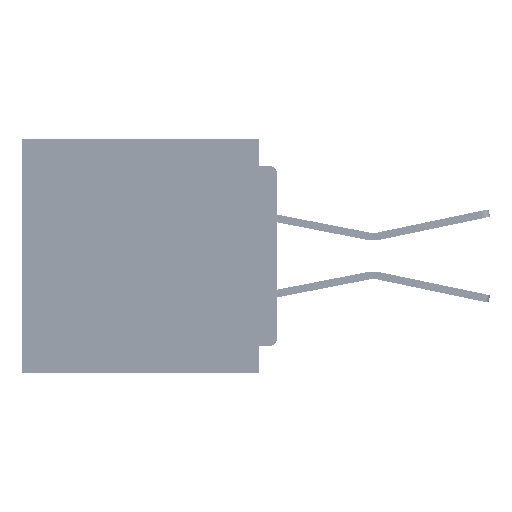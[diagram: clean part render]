
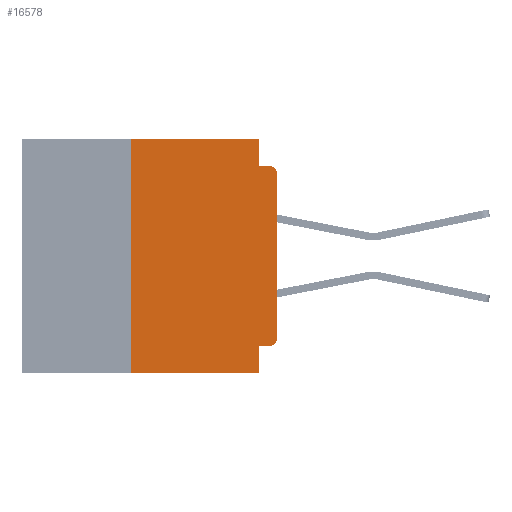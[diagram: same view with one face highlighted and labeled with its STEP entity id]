
A CAD part, left-side view. The second image highlights one B-rep face of the part: STEP entity #16578.
In plain terms, the highlighted planar face has unit normal (-1, 0, 0).
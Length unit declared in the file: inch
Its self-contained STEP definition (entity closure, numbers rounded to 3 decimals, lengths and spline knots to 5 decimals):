
#55 = FACE_OUTER_BOUND ( 'NONE', #46298, .T. ) ;
#1681 = DIRECTION ( 'NONE',  ( -1., 0., 0. ) ) ;
#2214 = DIRECTION ( 'NONE',  ( 0., 0., -1. ) ) ;
#2703 = LINE ( 'NONE', #66351, #29802 ) ;
#5086 = LINE ( 'NONE', #8838, #60341 ) ;
#5958 = AXIS2_PLACEMENT_3D ( 'NONE', #34113, #1681, #39529 ) ;
#7594 = CARTESIAN_POINT ( 'NONE',  ( 0., 0.031, -0.4 ) ) ;
#8838 = CARTESIAN_POINT ( 'NONE',  ( 0., 0.031, 0. ) ) ;
#8896 = DIRECTION ( 'NONE',  ( 1., 0., 0. ) ) ;
#9016 = ORIENTED_EDGE ( 'NONE', *, *, #12751, .F. ) ;
#9354 = CARTESIAN_POINT ( 'NONE',  ( 0., 0., -0.355 ) ) ;
#9848 = ORIENTED_EDGE ( 'NONE', *, *, #25060, .F. ) ;
#10960 = CARTESIAN_POINT ( 'NONE',  ( 0., 0., 0. ) ) ;
#12751 = EDGE_CURVE ( 'NONE', #65737, #48521, #55977, .T. ) ;
#14048 = ORIENTED_EDGE ( 'NONE', *, *, #14622, .T. ) ;
#14183 = VERTEX_POINT ( 'NONE', #33938 ) ;
#14302 = DIRECTION ( 'NONE',  ( 0., 0., -1. ) ) ;
#14622 = EDGE_CURVE ( 'NONE', #17804, #68205, #48437, .T. ) ;
#15273 = CARTESIAN_POINT ( 'NONE',  ( 0., 0.031, -0.045 ) ) ;
#16395 = DIRECTION ( 'NONE',  ( 0., 0., 1. ) ) ;
#16407 = CARTESIAN_POINT ( 'NONE',  ( 0., 0.437, 0. ) ) ;
#16578 = ADVANCED_FACE ( 'NONE', ( #55 ), #46395, .F. ) ;
#16726 = VERTEX_POINT ( 'NONE', #15273 ) ;
#17804 = VERTEX_POINT ( 'NONE', #29769 ) ;
#17917 = LINE ( 'NONE', #62439, #58858 ) ;
#19183 = EDGE_CURVE ( 'NONE', #14183, #58507, #42160, .T. ) ;
#19631 = CARTESIAN_POINT ( 'NONE',  ( 0., 0.015, -0.34 ) ) ;
#20404 = CARTESIAN_POINT ( 'NONE',  ( 0., 0.437, -0.4 ) ) ;
#21200 = LINE ( 'NONE', #9354, #62049 ) ;
#21412 = ORIENTED_EDGE ( 'NONE', *, *, #28471, .F. ) ;
#21931 = CARTESIAN_POINT ( 'NONE',  ( 0., 0.015, -0.355 ) ) ;
#22130 = EDGE_CURVE ( 'NONE', #51414, #17804, #43524, .T. ) ;
#23725 = ORIENTED_EDGE ( 'NONE', *, *, #57837, .F. ) ;
#23920 = CARTESIAN_POINT ( 'NONE',  ( 0., 0., -0.06 ) ) ;
#25060 = EDGE_CURVE ( 'NONE', #16726, #44453, #28328, .T. ) ;
#25061 = DIRECTION ( 'NONE',  ( 0., 0., -1. ) ) ;
#25848 = DIRECTION ( 'NONE',  ( 0., -1., 0. ) ) ;
#26073 = ORIENTED_EDGE ( 'NONE', *, *, #22130, .T. ) ;
#26272 = CARTESIAN_POINT ( 'NONE',  ( 0., 0.031, -0.355 ) ) ;
#27621 = EDGE_CURVE ( 'NONE', #14183, #65737, #17917, .T. ) ;
#28328 = LINE ( 'NONE', #61819, #69038 ) ;
#28471 = EDGE_CURVE ( 'NONE', #51414, #68512, #21200, .T. ) ;
#29769 = CARTESIAN_POINT ( 'NONE',  ( 0., 0., -0.34 ) ) ;
#29802 = VECTOR ( 'NONE', #2214, 39.37008 ) ;
#32271 = ORIENTED_EDGE ( 'NONE', *, *, #19183, .T. ) ;
#33938 = CARTESIAN_POINT ( 'NONE',  ( 0., 0.25, -0.4 ) ) ;
#34113 = CARTESIAN_POINT ( 'NONE',  ( 0., 0.015, -0.06 ) ) ;
#36066 = ORIENTED_EDGE ( 'NONE', *, *, #41870, .F. ) ;
#36296 = DIRECTION ( 'NONE',  ( 0., 1., 0. ) ) ;
#39529 = DIRECTION ( 'NONE',  ( 0., 0., -1. ) ) ;
#41572 = AXIS2_PLACEMENT_3D ( 'NONE', #19631, #56978, #25061 ) ;
#41870 = EDGE_CURVE ( 'NONE', #48521, #16726, #5086, .T. ) ;
#41991 = VECTOR ( 'NONE', #53864, 39.37008 ) ;
#42160 = LINE ( 'NONE', #20404, #68515 ) ;
#42837 = ORIENTED_EDGE ( 'NONE', *, *, #27621, .F. ) ;
#43524 = CIRCLE ( 'NONE', #41572, 0.015 ) ;
#44453 = VERTEX_POINT ( 'NONE', #53248 ) ;
#46298 = EDGE_LOOP ( 'NONE', ( #14048, #56720, #9848, #36066, #9016, #42837, #32271, #23725, #21412, #26073 ) ) ;
#46395 = PLANE ( 'NONE',  #48349 ) ;
#46609 = DIRECTION ( 'NONE',  ( 0., 0., -1. ) ) ;
#48349 = AXIS2_PLACEMENT_3D ( 'NONE', #67514, #8896, #46609 ) ;
#48437 = LINE ( 'NONE', #10960, #60742 ) ;
#48521 = VERTEX_POINT ( 'NONE', #65208 ) ;
#49041 = CIRCLE ( 'NONE', #5958, 0.015 ) ;
#51414 = VERTEX_POINT ( 'NONE', #21931 ) ;
#51775 = CARTESIAN_POINT ( 'NONE',  ( 0., 0.25, 0. ) ) ;
#53248 = CARTESIAN_POINT ( 'NONE',  ( 0., 0.015, -0.045 ) ) ;
#53864 = DIRECTION ( 'NONE',  ( 0., -1., 0. ) ) ;
#55977 = LINE ( 'NONE', #16407, #41991 ) ;
#56720 = ORIENTED_EDGE ( 'NONE', *, *, #61021, .T. ) ;
#56978 = DIRECTION ( 'NONE',  ( -1., 0., 0. ) ) ;
#57837 = EDGE_CURVE ( 'NONE', #68512, #58507, #2703, .T. ) ;
#58507 = VERTEX_POINT ( 'NONE', #7594 ) ;
#58858 = VECTOR ( 'NONE', #62207, 39.37008 ) ;
#60341 = VECTOR ( 'NONE', #14302, 39.37008 ) ;
#60742 = VECTOR ( 'NONE', #16395, 39.37008 ) ;
#61021 = EDGE_CURVE ( 'NONE', #68205, #44453, #49041, .T. ) ;
#61819 = CARTESIAN_POINT ( 'NONE',  ( 0., 0., -0.045 ) ) ;
#62049 = VECTOR ( 'NONE', #36296, 39.37008 ) ;
#62207 = DIRECTION ( 'NONE',  ( 0., 0., 1. ) ) ;
#62439 = CARTESIAN_POINT ( 'NONE',  ( 0., 0.25, -0.4 ) ) ;
#65208 = CARTESIAN_POINT ( 'NONE',  ( 0., 0.031, 0. ) ) ;
#65737 = VERTEX_POINT ( 'NONE', #51775 ) ;
#66351 = CARTESIAN_POINT ( 'NONE',  ( 0., 0.031, -0.4 ) ) ;
#67129 = DIRECTION ( 'NONE',  ( 0., -1., 0. ) ) ;
#67514 = CARTESIAN_POINT ( 'NONE',  ( 0., 0.437, 0. ) ) ;
#68205 = VERTEX_POINT ( 'NONE', #23920 ) ;
#68512 = VERTEX_POINT ( 'NONE', #26272 ) ;
#68515 = VECTOR ( 'NONE', #25848, 39.37008 ) ;
#69038 = VECTOR ( 'NONE', #67129, 39.37008 ) ;
